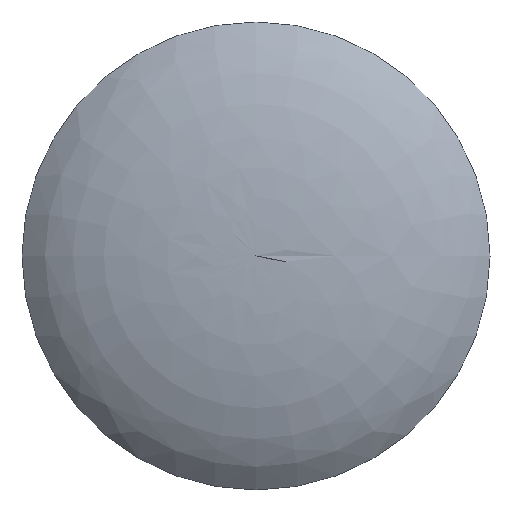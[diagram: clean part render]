
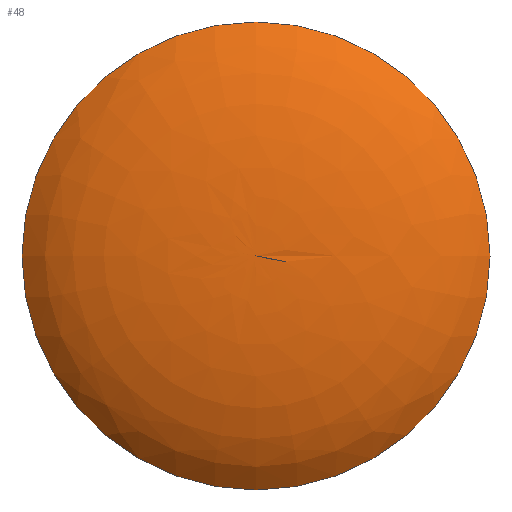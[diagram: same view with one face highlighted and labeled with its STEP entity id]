
A CAD part, top view. The second image highlights one B-rep face of the part: STEP entity #48.
In plain terms, the highlighted free-form (B-spline) face has degree [3, 3] with [5, 19] control points.
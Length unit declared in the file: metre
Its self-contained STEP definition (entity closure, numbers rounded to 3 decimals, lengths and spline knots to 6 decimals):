
#13=VERTEX_LOOP('',#28);
#14=B_SPLINE_SURFACE_WITH_KNOTS('',3,3,((#92,#93,#94,#95,#96,#97,#98,#99,
#100,#101,#102,#103,#104,#105,#106,#107,#108,#109,#110),(#111,#112,#113,
#114,#115,#116,#117,#118,#119,#120,#121,#122,#123,#124,#125,#126,#127,#128,
#129),(#130,#131,#132,#133,#134,#135,#136,#137,#138,#139,#140,#141,#142,
#143,#144,#145,#146,#147,#148),(#149,#150,#151,#152,#153,#154,#155,#156,
#157,#158,#159,#160,#161,#162,#163,#164,#165,#166,#167),(#168,#169,#170,
#171,#172,#173,#174,#175,#176,#177,#178,#179,#180,#181,#182,#183,#184,#185,
#186)),.UNSPECIFIED.,.F.,.T.,.F.,(4,1,4),(1,1,1,1,1,1,1,1,1,1,1,1,1,1,1,
1,1,1,1,1,1,1,1),(0.,0.5,1.),(-1.178097,-0.785398,-0.392699,
0.,0.392699,0.785398,1.178097,1.570796,
1.963495,2.356194,2.748894,3.141593,3.534292,
3.926991,4.31969,4.712389,5.105088,5.497787,
5.890486,6.283185,6.675884,7.068583,7.461283),
 .UNSPECIFIED.);
#20=ORIENTED_EDGE('',*,*,#24,.F.);
#24=EDGE_CURVE('',#27,#27,#31,.T.);
#27=VERTEX_POINT('',#91);
#28=VERTEX_POINT('',#187);
#31=CIRCLE('',#67,0.04);
#36=EDGE_LOOP('',(#20));
#42=FACE_BOUND('',#36,.T.);
#43=FACE_BOUND('',#13,.T.);
#48=ADVANCED_FACE('',(#42,#43),#14,.F.);
#67=AXIS2_PLACEMENT_3D('',#90,#79,#80);
#79=DIRECTION('',(0.,0.,-1.));
#80=DIRECTION('',(-1.,0.,0.));
#90=CARTESIAN_POINT('',(0.,0.,0.));
#91=CARTESIAN_POINT('',(-0.04,0.,0.));
#92=CARTESIAN_POINT('',(0.,0.,0.01));
#93=CARTESIAN_POINT('',(0.,0.,0.01));
#94=CARTESIAN_POINT('',(0.,0.,0.01));
#95=CARTESIAN_POINT('',(0.,0.,0.01));
#96=CARTESIAN_POINT('',(0.,0.,0.01));
#97=CARTESIAN_POINT('',(0.,0.,0.01));
#98=CARTESIAN_POINT('',(0.,0.,0.01));
#99=CARTESIAN_POINT('',(0.,0.,0.01));
#100=CARTESIAN_POINT('',(0.,0.,0.01));
#101=CARTESIAN_POINT('',(0.,0.,0.01));
#102=CARTESIAN_POINT('',(0.,0.,0.01));
#103=CARTESIAN_POINT('',(0.,0.,0.01));
#104=CARTESIAN_POINT('',(0.,0.,0.01));
#105=CARTESIAN_POINT('',(0.,0.,0.01));
#106=CARTESIAN_POINT('',(0.,0.,0.01));
#107=CARTESIAN_POINT('',(0.,0.,0.01));
#108=CARTESIAN_POINT('',(0.,0.,0.01));
#109=CARTESIAN_POINT('',(0.,0.,0.01));
#110=CARTESIAN_POINT('',(0.,0.,0.01));
#111=CARTESIAN_POINT('',(0.006593,0.002731,0.01));
#112=CARTESIAN_POINT('',(0.007137,0.,0.01));
#113=CARTESIAN_POINT('',(0.006593,-0.002731,0.01));
#114=CARTESIAN_POINT('',(0.005046,-0.005046,0.01));
#115=CARTESIAN_POINT('',(0.002731,-0.006593,0.01));
#116=CARTESIAN_POINT('',(0.,-0.007137,0.01));
#117=CARTESIAN_POINT('',(-0.002731,-0.006593,0.01));
#118=CARTESIAN_POINT('',(-0.005046,-0.005046,0.01));
#119=CARTESIAN_POINT('',(-0.006593,-0.002731,0.01));
#120=CARTESIAN_POINT('',(-0.007137,0.,0.01));
#121=CARTESIAN_POINT('',(-0.006593,0.002731,0.01));
#122=CARTESIAN_POINT('',(-0.005046,0.005046,0.01));
#123=CARTESIAN_POINT('',(-0.002731,0.006593,0.01));
#124=CARTESIAN_POINT('',(0.,0.007137,0.01));
#125=CARTESIAN_POINT('',(0.002731,0.006593,0.01));
#126=CARTESIAN_POINT('',(0.005046,0.005046,0.01));
#127=CARTESIAN_POINT('',(0.006593,0.002731,0.01));
#128=CARTESIAN_POINT('',(0.007137,0.,0.01));
#129=CARTESIAN_POINT('',(0.006593,-0.002731,0.01));
#130=CARTESIAN_POINT('',(0.01896,0.007853,0.009655));
#131=CARTESIAN_POINT('',(0.020522,0.,0.009655));
#132=CARTESIAN_POINT('',(0.01896,-0.007853,0.009655));
#133=CARTESIAN_POINT('',(0.014511,-0.014511,0.009655));
#134=CARTESIAN_POINT('',(0.007853,-0.01896,0.009655));
#135=CARTESIAN_POINT('',(0.,-0.020522,0.009655));
#136=CARTESIAN_POINT('',(-0.007853,-0.01896,0.009655));
#137=CARTESIAN_POINT('',(-0.014511,-0.014511,0.009655));
#138=CARTESIAN_POINT('',(-0.01896,-0.007853,0.009655));
#139=CARTESIAN_POINT('',(-0.020522,0.,0.009655));
#140=CARTESIAN_POINT('',(-0.01896,0.007853,0.009655));
#141=CARTESIAN_POINT('',(-0.014511,0.014511,0.009655));
#142=CARTESIAN_POINT('',(-0.007853,0.01896,0.009655));
#143=CARTESIAN_POINT('',(0.,0.020522,0.009655));
#144=CARTESIAN_POINT('',(0.007853,0.01896,0.009655));
#145=CARTESIAN_POINT('',(0.014511,0.014511,0.009655));
#146=CARTESIAN_POINT('',(0.01896,0.007853,0.009655));
#147=CARTESIAN_POINT('',(0.020522,0.,0.009655));
#148=CARTESIAN_POINT('',(0.01896,-0.007853,0.009655));
#149=CARTESIAN_POINT('',(0.033623,0.013927,0.004554));
#150=CARTESIAN_POINT('',(0.036393,0.,0.004554));
#151=CARTESIAN_POINT('',(0.033623,-0.013927,0.004554));
#152=CARTESIAN_POINT('',(0.025734,-0.025734,0.004554));
#153=CARTESIAN_POINT('',(0.013927,-0.033623,0.004554));
#154=CARTESIAN_POINT('',(0.,-0.036393,0.004554));
#155=CARTESIAN_POINT('',(-0.013927,-0.033623,0.004554));
#156=CARTESIAN_POINT('',(-0.025734,-0.025734,0.004554));
#157=CARTESIAN_POINT('',(-0.033623,-0.013927,0.004554));
#158=CARTESIAN_POINT('',(-0.036393,0.,0.004554));
#159=CARTESIAN_POINT('',(-0.033623,0.013927,0.004554));
#160=CARTESIAN_POINT('',(-0.025734,0.025734,0.004554));
#161=CARTESIAN_POINT('',(-0.013927,0.033623,0.004554));
#162=CARTESIAN_POINT('',(0.,0.036393,0.004554));
#163=CARTESIAN_POINT('',(0.013927,0.033623,0.004554));
#164=CARTESIAN_POINT('',(0.025734,0.025734,0.004554));
#165=CARTESIAN_POINT('',(0.033623,0.013927,0.004554));
#166=CARTESIAN_POINT('',(0.036393,0.,0.004554));
#167=CARTESIAN_POINT('',(0.033623,-0.013927,0.004554));
#168=CARTESIAN_POINT('',(0.037917,0.015706,0.));
#169=CARTESIAN_POINT('',(0.041041,0.,0.));
#170=CARTESIAN_POINT('',(0.037917,-0.015706,0.));
#171=CARTESIAN_POINT('',(0.029021,-0.029021,0.));
#172=CARTESIAN_POINT('',(0.015706,-0.037917,0.));
#173=CARTESIAN_POINT('',(0.,-0.041041,0.));
#174=CARTESIAN_POINT('',(-0.015706,-0.037917,0.));
#175=CARTESIAN_POINT('',(-0.029021,-0.029021,0.));
#176=CARTESIAN_POINT('',(-0.037917,-0.015706,0.));
#177=CARTESIAN_POINT('',(-0.041041,0.,0.));
#178=CARTESIAN_POINT('',(-0.037917,0.015706,0.));
#179=CARTESIAN_POINT('',(-0.029021,0.029021,0.));
#180=CARTESIAN_POINT('',(-0.015706,0.037917,0.));
#181=CARTESIAN_POINT('',(0.,0.041041,0.));
#182=CARTESIAN_POINT('',(0.015706,0.037917,0.));
#183=CARTESIAN_POINT('',(0.029021,0.029021,0.));
#184=CARTESIAN_POINT('',(0.037917,0.015706,0.));
#185=CARTESIAN_POINT('',(0.041041,0.,0.));
#186=CARTESIAN_POINT('',(0.037917,-0.015706,0.));
#187=CARTESIAN_POINT('',(0.,0.,0.01));
